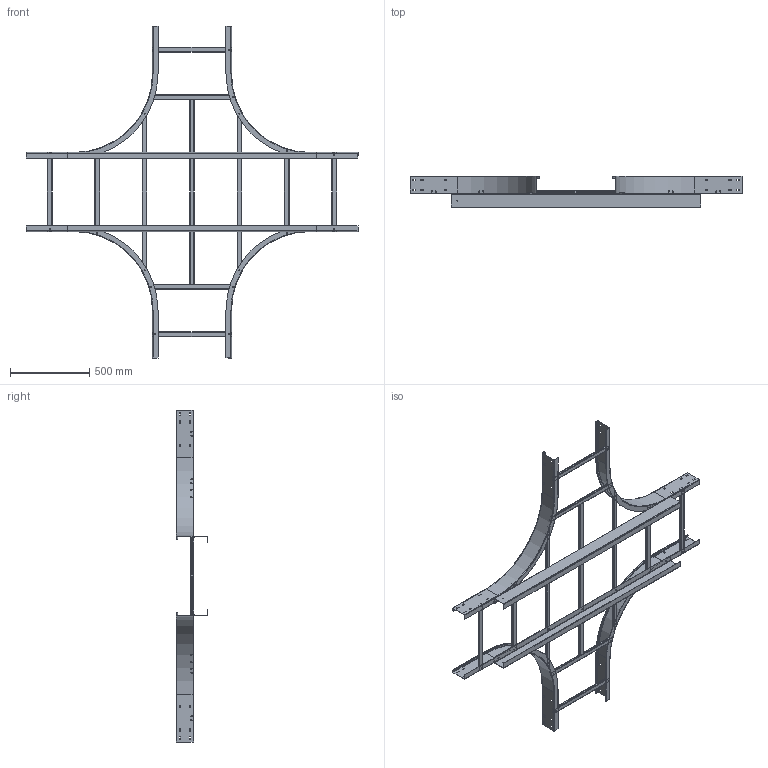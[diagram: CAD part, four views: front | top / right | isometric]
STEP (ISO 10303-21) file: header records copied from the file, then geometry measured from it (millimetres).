
FILE_DESCRIPTION((''),'2;1');
FILE_NAME('ASM0001_ASM','2013-01-11T',('AndreasKeweloh'),(''),'PRO/ENGINEER BY PARAMETRIC TECHNOLOGY CORPORATION, 2012230','PRO/ENGINEER BY PARAMETRIC TECHNOLOGY CORPORATION, 2012230','');
FILE_SCHEMA(('CONFIG_CONTROL_DESIGN'));
Length unit declared in the file: millimetre
Products named in the file (18): KTS_05_018-023_L_545-1721; KTS_05_018-026_L_1090-1708; KTS_05_018-023_L_545-1729; KTS_05_018-023_L_545-1716; KTS_05_012-076-1773; KTS_05_012-076-1777; KTS_05_018-012_L_495-1749; KTS_05_018-023_L_545-1726; KTS_05_012-076-1765; KTS_05_012-076-1762; KTS_05_012-045-1580_L__158-1753; KTS_05_012-045-1580_L__158-1756; KTS_05_018-027_L_1170; KTS_05_018-012_L_495-1739; KTS_05_018-026_L_1090-1711; KTS_05_018-012_L_495-1744; KTS_05_018-012_L_495-1735; ASM0001_ASM
Assembly tree (17 placements, depth 2):
  ASM0001_ASM
    KTS_05_018-023_L_545-1721
    KTS_05_018-026_L_1090-1708
    KTS_05_018-023_L_545-1729
    KTS_05_018-023_L_545-1716
    KTS_05_012-076-1773
    KTS_05_012-076-1777
    KTS_05_018-012_L_495-1749
    KTS_05_018-023_L_545-1726
    KTS_05_012-076-1765
    KTS_05_012-076-1762
    KTS_05_012-045-1580_L__158-1753
    KTS_05_012-045-1580_L__158-1756
    KTS_05_018-027_L_1170
    KTS_05_018-012_L_495-1739
    KTS_05_018-026_L_1090-1711
    KTS_05_018-012_L_495-1744
    KTS_05_018-012_L_495-1735
Bounding box: 2100 x 200 x 2100 mm (x, y, z)
Volume: 3815745.7 mm3; surface area: 3866069.8 mm2
Topology: 17 solids, 17 shells, 1038 faces, 2718 edges, 1714 vertices
Faces by surface type: plane 586, cylinder 428, torus 24
Entity records: 32519 total; most frequent: CARTESIAN_POINT 5717, DIRECTION 5658, ORIENTED_EDGE 5436, EDGE_CURVE 2718, AXIS2_PLACEMENT_3D 1915, VECTOR 1828, LINE 1828, VERTEX_POINT 1714
